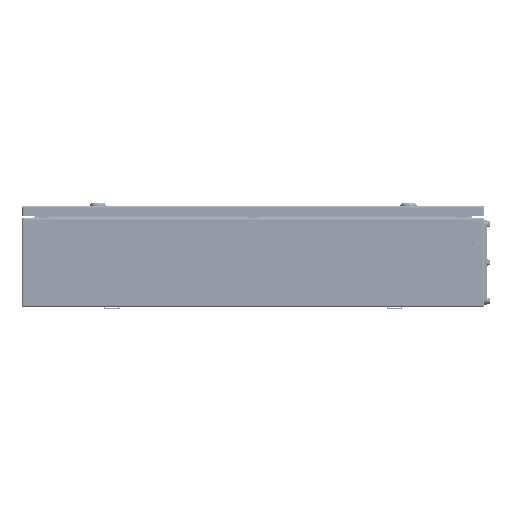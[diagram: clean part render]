
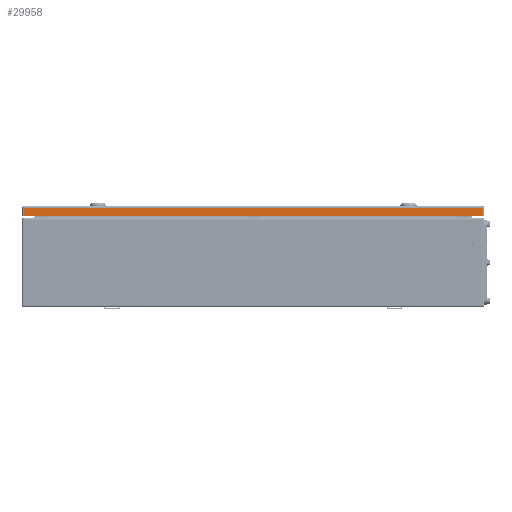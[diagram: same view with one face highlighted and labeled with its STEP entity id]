
A CAD part, left-side view. The second image highlights one B-rep face of the part: STEP entity #29958.
In plain terms, the highlighted planar face has unit normal (-1, 0, 0).
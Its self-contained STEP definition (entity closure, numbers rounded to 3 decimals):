
#29931=AXIS2_PLACEMENT_3D('Plane Axis2P3D',#29928,#29929,#29930) ;
#29795=CARTESIAN_POINT('Line Origine',(41.,468.,183.5)) ;
#29799=CARTESIAN_POINT('Vertex',(41.,921.5,183.5)) ;
#29801=CARTESIAN_POINT('Vertex',(41.,14.5,183.5)) ;
#29928=CARTESIAN_POINT('Axis2P3D Location',(41.,11.5,183.5)) ;
#29933=CARTESIAN_POINT('Line Origine',(41.,14.5,192.)) ;
#29937=CARTESIAN_POINT('Vertex',(41.,14.5,200.5)) ;
#29940=CARTESIAN_POINT('Line Origine',(41.,468.,200.5)) ;
#29944=CARTESIAN_POINT('Vertex',(41.,921.5,200.5)) ;
#29947=CARTESIAN_POINT('Line Origine',(41.,921.5,192.)) ;
#29796=DIRECTION('Vector Direction',(0.,-1.,0.)) ;
#29929=DIRECTION('Axis2P3D Direction',(-1.,0.,0.)) ;
#29930=DIRECTION('Axis2P3D XDirection',(0.,-1.,0.)) ;
#29934=DIRECTION('Vector Direction',(0.,0.,1.)) ;
#29941=DIRECTION('Vector Direction',(0.,1.,0.)) ;
#29948=DIRECTION('Vector Direction',(0.,0.,-1.)) ;
#29797=VECTOR('Line Direction',#29796,1.) ;
#29935=VECTOR('Line Direction',#29934,1.) ;
#29942=VECTOR('Line Direction',#29941,1.) ;
#29949=VECTOR('Line Direction',#29948,1.) ;
#29953=ORIENTED_EDGE('',*,*,#29939,.T.) ;
#29954=ORIENTED_EDGE('',*,*,#29946,.T.) ;
#29955=ORIENTED_EDGE('',*,*,#29951,.T.) ;
#29956=ORIENTED_EDGE('',*,*,#29803,.T.) ;
#29958=ADVANCED_FACE('51374_ASM_DE_KTB_QL_XXXxXXX_S3D-1/DE_QL_S3D-1-solid1',(#29957),#29932,.T.) ;
#29803=EDGE_CURVE('',#29800,#29802,#29798,.T.) ;
#29939=EDGE_CURVE('',#29802,#29938,#29936,.T.) ;
#29946=EDGE_CURVE('',#29938,#29945,#29943,.T.) ;
#29951=EDGE_CURVE('',#29945,#29800,#29950,.T.) ;
#29952=EDGE_LOOP('',(#29953,#29954,#29955,#29956)) ;
#29957=FACE_OUTER_BOUND('',#29952,.T.) ;
#29798=LINE('Line',#29795,#29797) ;
#29936=LINE('Line',#29933,#29935) ;
#29943=LINE('Line',#29940,#29942) ;
#29950=LINE('Line',#29947,#29949) ;
#29932=PLANE('',#29931) ;
#29800=VERTEX_POINT('',#29799) ;
#29802=VERTEX_POINT('',#29801) ;
#29938=VERTEX_POINT('',#29937) ;
#29945=VERTEX_POINT('',#29944) ;
